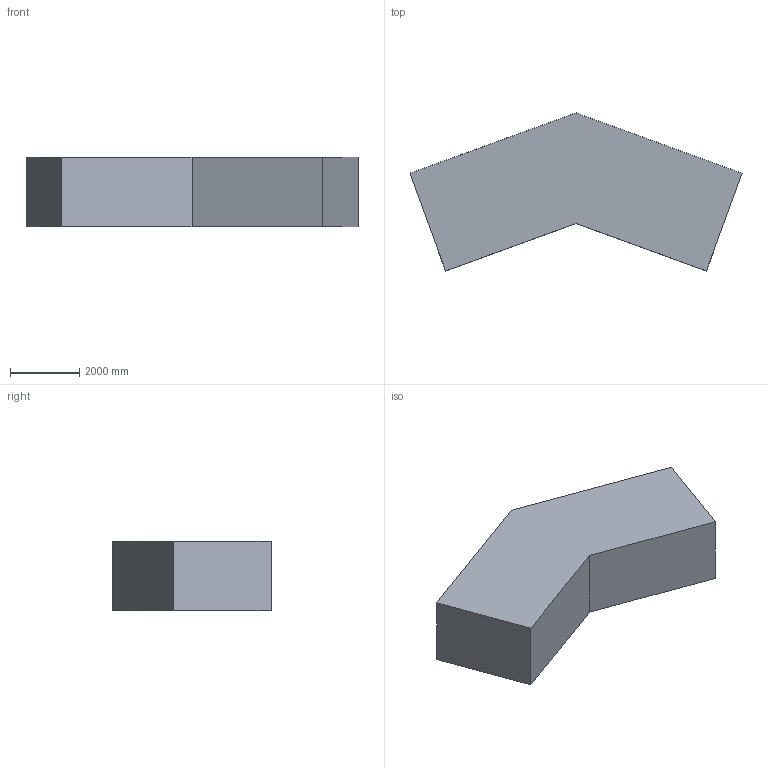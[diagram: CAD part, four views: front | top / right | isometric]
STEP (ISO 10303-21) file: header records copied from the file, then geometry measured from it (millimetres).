
FILE_DESCRIPTION(('CATIA V5 STEP Exchange'),'2;1');
FILE_NAME('air.stp','2018-12-15T17:44:00+00:00',('none'),('none'),'CATIA Version 5 Release 17 (IN-10)','CATIA V5 STEP AP203','none');
FILE_SCHEMA(('CONFIG_CONTROL_DESIGN'));
Length unit declared in the file: millimetre
Products named in the file (1): corner
Bounding box: 9569.66 x 4560.61 x 2000 mm (x, y, z)
Volume: 54551464216.8 mm3; surface area: 102919107 mm2
Topology: 1 solids, 1 shells, 8 faces, 18 edges, 12 vertices
Faces by surface type: plane 8
Entity records: 264 total; most frequent: CARTESIAN_POINT 39, ORIENTED_EDGE 36, DIRECTION 34, VECTOR 18, EDGE_CURVE 18, LINE 18, VERTEX_POINT 12, AXIS2_PLACEMENT_3D 9
